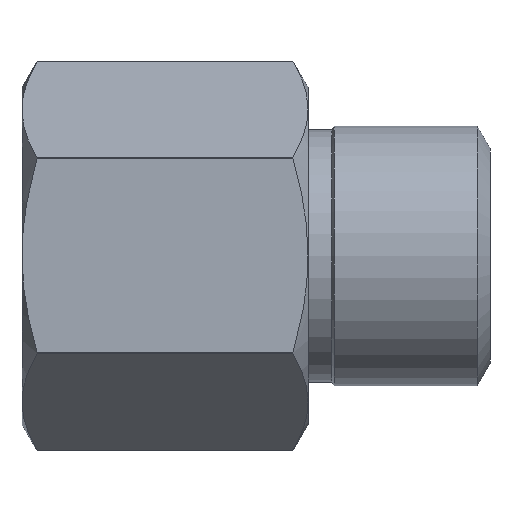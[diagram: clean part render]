
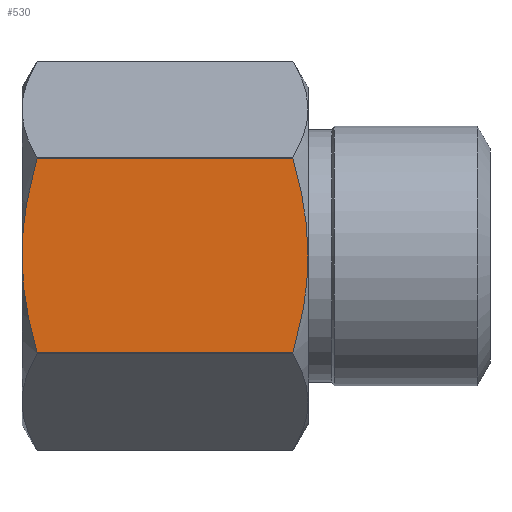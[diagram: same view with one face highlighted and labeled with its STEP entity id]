
A CAD part, top view. The second image highlights one B-rep face of the part: STEP entity #530.
In plain terms, the highlighted planar face has unit normal (0, 0, 1).
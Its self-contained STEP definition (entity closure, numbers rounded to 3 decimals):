
#18=LINE('',#951,#30);
#22=LINE('',#958,#34);
#30=VECTOR('',#722,9.845);
#34=VECTOR('',#732,9.845);
#48=(
BOUNDED_CURVE()
B_SPLINE_CURVE(2,(#858,#859,#860),.UNSPECIFIED.,.F.,.F.)
B_SPLINE_CURVE_WITH_KNOTS((3,3),(0.124,0.522),
 .UNSPECIFIED.)
CURVE()
GEOMETRIC_REPRESENTATION_ITEM()
RATIONAL_B_SPLINE_CURVE((1.024,1.05,1.))
REPRESENTATION_ITEM('')
);
#49=(
BOUNDED_CURVE()
B_SPLINE_CURVE(2,(#864,#865,#866),.UNSPECIFIED.,.F.,.F.)
B_SPLINE_CURVE_WITH_KNOTS((3,3),(0.522,0.92),
 .UNSPECIFIED.)
CURVE()
GEOMETRIC_REPRESENTATION_ITEM()
RATIONAL_B_SPLINE_CURVE((1.,1.05,1.024))
REPRESENTATION_ITEM('')
);
#51=(
BOUNDED_CURVE()
B_SPLINE_CURVE(2,(#876,#877,#878),.UNSPECIFIED.,.F.,.F.)
B_SPLINE_CURVE_WITH_KNOTS((3,3),(0.124,0.522),
 .UNSPECIFIED.)
CURVE()
GEOMETRIC_REPRESENTATION_ITEM()
RATIONAL_B_SPLINE_CURVE((1.024,1.05,1.))
REPRESENTATION_ITEM('')
);
#54=(
BOUNDED_CURVE()
B_SPLINE_CURVE(2,(#894,#895,#896),.UNSPECIFIED.,.F.,.F.)
B_SPLINE_CURVE_WITH_KNOTS((3,3),(0.522,0.92),
 .UNSPECIFIED.)
CURVE()
GEOMETRIC_REPRESENTATION_ITEM()
RATIONAL_B_SPLINE_CURVE((1.,1.05,1.024))
REPRESENTATION_ITEM('')
);
#78=PLANE('',#598);
#117=FACE_OUTER_BOUND('',#158,.T.);
#158=EDGE_LOOP('',(#426,#427,#428,#429,#430,#431));
#242=VERTEX_POINT('',#855);
#243=VERTEX_POINT('',#857);
#244=VERTEX_POINT('',#863);
#246=VERTEX_POINT('',#874);
#247=VERTEX_POINT('',#875);
#252=VERTEX_POINT('',#892);
#295=EDGE_CURVE('',#243,#242,#48,.T.);
#297=EDGE_CURVE('',#242,#244,#49,.T.);
#301=EDGE_CURVE('',#246,#247,#51,.T.);
#307=EDGE_CURVE('',#247,#252,#54,.T.);
#328=EDGE_CURVE('',#243,#252,#18,.T.);
#332=EDGE_CURVE('',#246,#244,#22,.T.);
#426=ORIENTED_EDGE('',*,*,#295,.T.);
#427=ORIENTED_EDGE('',*,*,#297,.T.);
#428=ORIENTED_EDGE('',*,*,#332,.F.);
#429=ORIENTED_EDGE('',*,*,#301,.T.);
#430=ORIENTED_EDGE('',*,*,#307,.T.);
#431=ORIENTED_EDGE('',*,*,#328,.F.);
#530=ADVANCED_FACE('',(#117),#78,.T.);
#598=AXIS2_PLACEMENT_3D('',#957,#730,#731);
#722=DIRECTION('',(-1.,0.,0.));
#730=DIRECTION('center_axis',(0.,0.,1.));
#731=DIRECTION('ref_axis',(0.,-1.,0.));
#732=DIRECTION('',(1.,0.,0.));
#855=CARTESIAN_POINT('',(11.,0.,6.5));
#857=CARTESIAN_POINT('',(10.423,-3.742,6.5));
#858=CARTESIAN_POINT('Ctrl Pts',(10.423,-3.742,6.5));
#859=CARTESIAN_POINT('Ctrl Pts',(11.,-1.737,6.5));
#860=CARTESIAN_POINT('Ctrl Pts',(11.,0.,6.5));
#863=CARTESIAN_POINT('',(10.423,3.742,6.5));
#864=CARTESIAN_POINT('Ctrl Pts',(11.,0.,6.5));
#865=CARTESIAN_POINT('Ctrl Pts',(11.,1.737,6.5));
#866=CARTESIAN_POINT('Ctrl Pts',(10.423,3.742,6.5));
#874=CARTESIAN_POINT('',(0.577,3.742,6.5));
#875=CARTESIAN_POINT('',(0.,0.,6.5));
#876=CARTESIAN_POINT('Ctrl Pts',(0.577,3.742,6.5));
#877=CARTESIAN_POINT('Ctrl Pts',(0.,1.737,
6.5));
#878=CARTESIAN_POINT('Ctrl Pts',(0.,0.,
6.5));
#892=CARTESIAN_POINT('',(0.577,-3.742,6.5));
#894=CARTESIAN_POINT('Ctrl Pts',(0.,0.,
6.5));
#895=CARTESIAN_POINT('Ctrl Pts',(0.,-1.737,
6.5));
#896=CARTESIAN_POINT('Ctrl Pts',(0.577,-3.742,6.5));
#951=CARTESIAN_POINT('',(5.5,-3.742,6.5));
#957=CARTESIAN_POINT('Origin',(0.,3.753,6.5));
#958=CARTESIAN_POINT('',(5.5,3.742,6.5));
